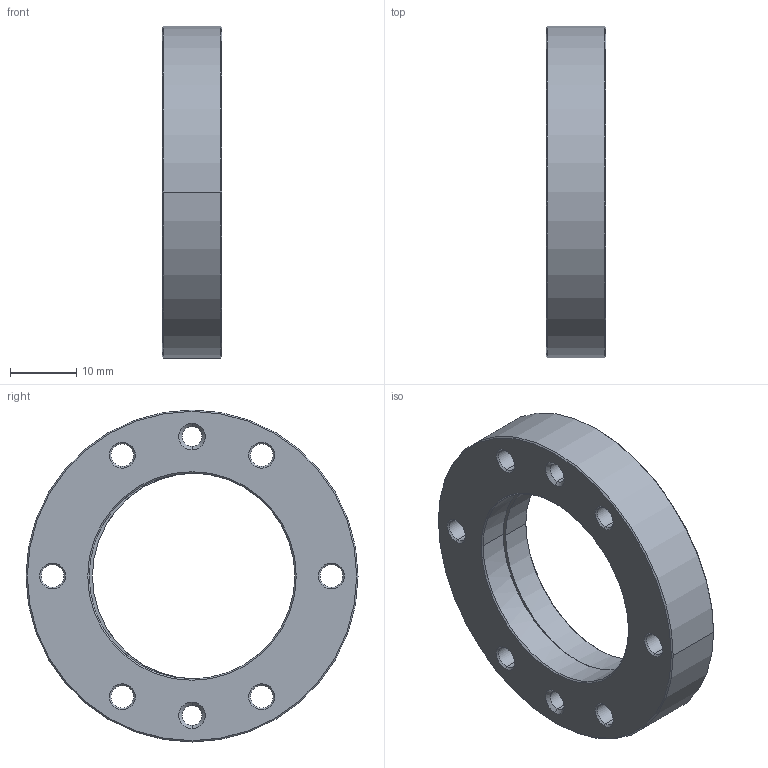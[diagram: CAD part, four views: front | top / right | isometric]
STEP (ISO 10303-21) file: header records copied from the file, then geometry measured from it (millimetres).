
FILE_DESCRIPTION (( 'STEP AP214' ), '1' );
FILE_NAME ('Separation Ring.STEP', '2023-07-06T05:03:30', ( '' ), ( '' ), 'SwSTEP 2.0', 'SolidWorks 2021', '' );
FILE_SCHEMA (( 'AUTOMOTIVE_DESIGN' ));
Length unit declared in the file: millimetre
Products named in the file (1): Separation Ring
Bounding box: 9 x 50 x 50 mm (x, y, z)
Volume: 10241.4 mm3; surface area: 5260.7 mm2
Topology: 1 solids, 1 shells, 66 faces, 152 edges, 88 vertices
Faces by surface type: cone 40, cylinder 22, plane 4
Entity records: 1936 total; most frequent: DIRECTION 376, CARTESIAN_POINT 307, ORIENTED_EDGE 304, AXIS2_PLACEMENT_3D 157, EDGE_CURVE 152, CIRCLE 90, VERTEX_POINT 88, EDGE_LOOP 84
